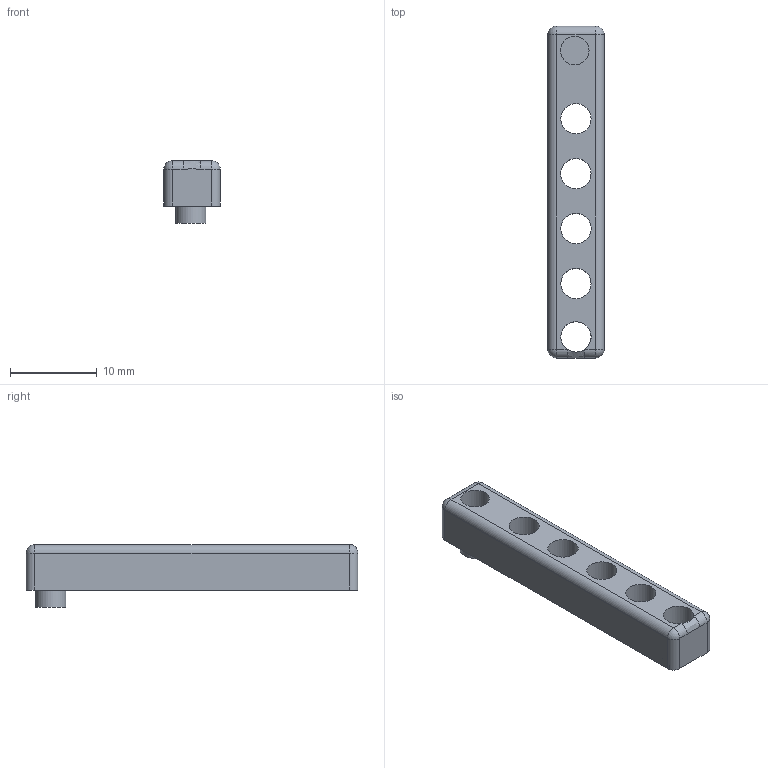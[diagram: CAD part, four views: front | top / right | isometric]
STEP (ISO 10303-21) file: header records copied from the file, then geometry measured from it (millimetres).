
FILE_DESCRIPTION(('FreeCAD Model'),'2;1');
FILE_NAME('Open CASCADE Shape Model','2025-10-22T18:00:42',(''),(''), 'Open CASCADE STEP processor 7.8','FreeCAD','Unknown');
FILE_SCHEMA(('AUTOMOTIVE_DESIGN { 1 0 10303 214 1 1 1 1 }'));
Length unit declared in the file: millimetre
Products named in the file (2): light-tunnel; Body
Assembly tree (1 placements, depth 2):
  light-tunnel
    Body
Bounding box: 6.5 x 38.32 x 7.25 mm (x, y, z)
Volume: 994.6 mm3; surface area: 1223.2 mm2
Topology: 1 solids, 1 shells, 94 faces, 224 edges, 142 vertices
Faces by surface type: plane 73, cylinder 16, sphere 4, bspline 1
Full cylindrical faces by diameter (mm): 3.3 x1, 3.5 x6
Entity records: 2737 total; most frequent: CARTESIAN_POINT 502, ORIENTED_EDGE 440, DIRECTION 439, EDGE_CURVE 220, LINE 185, VECTOR 185, VERTEX_POINT 142, AXIS2_PLACEMENT_3D 127
